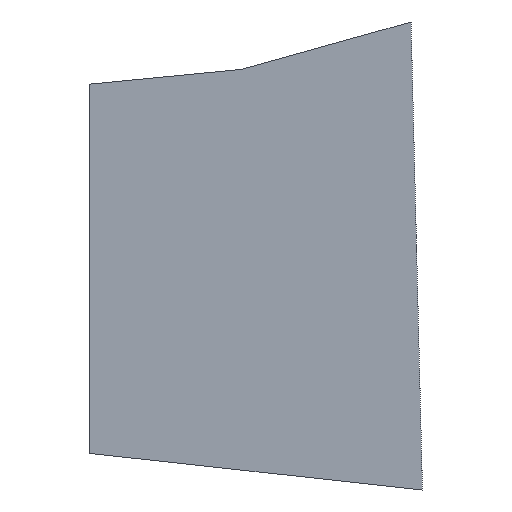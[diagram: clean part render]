
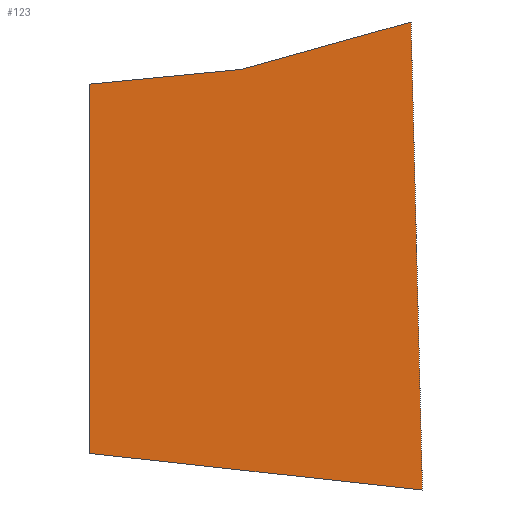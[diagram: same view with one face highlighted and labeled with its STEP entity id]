
A CAD part, front view. The second image highlights one B-rep face of the part: STEP entity #123.
In plain terms, the highlighted planar face has unit normal (0, -1, 0).
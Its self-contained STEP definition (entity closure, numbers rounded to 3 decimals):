
#17=FACE_OUTER_BOUND('',#24,.T.);
#24=EDGE_LOOP('',(#92,#93,#94,#95,#96));
#30=LINE('',#192,#45);
#34=LINE('',#200,#49);
#36=LINE('',#204,#51);
#37=LINE('',#206,#52);
#38=LINE('',#207,#53);
#45=VECTOR('',#160,1.);
#49=VECTOR('',#166,1.);
#51=VECTOR('',#170,1.);
#52=VECTOR('',#171,1.);
#53=VECTOR('',#172,1.);
#59=VERTEX_POINT('',#188);
#61=VERTEX_POINT('',#191);
#63=VERTEX_POINT('',#197);
#65=VERTEX_POINT('',#203);
#66=VERTEX_POINT('',#205);
#70=EDGE_CURVE('',#59,#61,#30,.F.);
#74=EDGE_CURVE('',#63,#59,#34,.F.);
#76=EDGE_CURVE('',#65,#63,#36,.F.);
#77=EDGE_CURVE('',#66,#65,#37,.F.);
#78=EDGE_CURVE('',#61,#66,#38,.F.);
#92=ORIENTED_EDGE('',*,*,#74,.F.);
#93=ORIENTED_EDGE('',*,*,#76,.F.);
#94=ORIENTED_EDGE('',*,*,#77,.F.);
#95=ORIENTED_EDGE('',*,*,#78,.F.);
#96=ORIENTED_EDGE('',*,*,#70,.F.);
#116=PLANE('',#150);
#123=ADVANCED_FACE('',(#17),#116,.F.);
#150=AXIS2_PLACEMENT_3D('',#202,#168,#169);
#160=DIRECTION('',(-0.024,0.,1.));
#166=DIRECTION('',(-0.963,0.,-0.269));
#168=DIRECTION('center_axis',(0.,1.,0.));
#169=DIRECTION('ref_axis',(-1.,0.,0.));
#170=DIRECTION('',(-0.995,0.,-0.097));
#171=DIRECTION('',(0.,0.,-1.));
#172=DIRECTION('',(0.994,0.,-0.109));
#188=CARTESIAN_POINT('',(-70.218,-160.,593.645));
#191=CARTESIAN_POINT('',(-58.096,-160.,96.527));
#192=CARTESIAN_POINT('',(-64.157,-160.,345.086));
#197=CARTESIAN_POINT('',(-250.174,-160.,543.299));
#200=CARTESIAN_POINT('',(-160.196,-160.,568.472));
#202=CARTESIAN_POINT('Origin',(0.,-160.,0.));
#203=CARTESIAN_POINT('',(-411.742,-160.,527.6));
#204=CARTESIAN_POINT('',(-330.958,-160.,535.45));
#205=CARTESIAN_POINT('',(-411.742,-160.,135.435));
#206=CARTESIAN_POINT('',(-411.742,-160.,331.518));
#207=CARTESIAN_POINT('',(-234.919,-160.,115.981));
